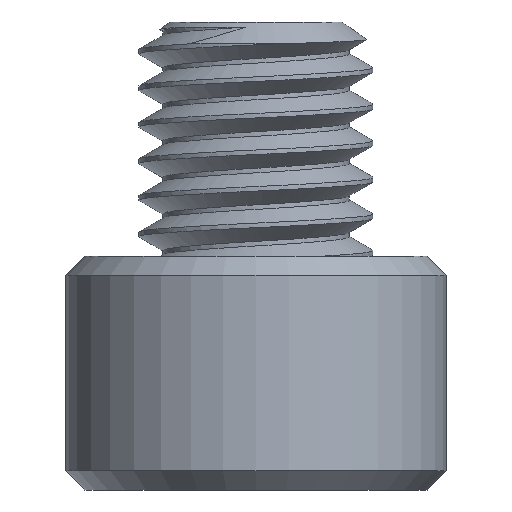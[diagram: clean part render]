
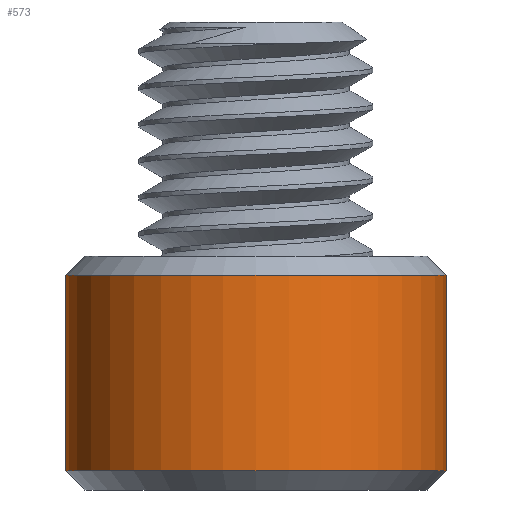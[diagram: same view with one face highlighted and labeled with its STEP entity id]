
A CAD part, front view. The second image highlights one B-rep face of the part: STEP entity #573.
In plain terms, the highlighted cylindrical face has radius 6.5 mm (diameter 13 mm), a full revolution.
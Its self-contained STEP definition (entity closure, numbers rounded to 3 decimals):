
#59=FACE_OUTER_BOUND('',#95,.T.);
#95=EDGE_LOOP('',(#431,#432,#433,#434,#435,#436));
#120=CIRCLE('',#629,6.5);
#121=CIRCLE('',#630,6.5);
#124=CIRCLE('',#634,6.5);
#125=CIRCLE('',#635,6.5);
#185=LINE('',#3280,#213);
#213=VECTOR('',#738,6.5);
#255=VERTEX_POINT('',#3253);
#256=VERTEX_POINT('',#3254);
#259=VERTEX_POINT('',#3263);
#260=VERTEX_POINT('',#3264);
#320=EDGE_CURVE('',#255,#256,#120,.T.);
#321=EDGE_CURVE('',#256,#255,#121,.T.);
#325=EDGE_CURVE('',#259,#260,#124,.T.);
#326=EDGE_CURVE('',#260,#259,#125,.T.);
#332=EDGE_CURVE('',#255,#260,#185,.T.);
#431=ORIENTED_EDGE('',*,*,#320,.T.);
#432=ORIENTED_EDGE('',*,*,#321,.T.);
#433=ORIENTED_EDGE('',*,*,#332,.T.);
#434=ORIENTED_EDGE('',*,*,#326,.T.);
#435=ORIENTED_EDGE('',*,*,#325,.T.);
#436=ORIENTED_EDGE('',*,*,#332,.F.);
#555=CYLINDRICAL_SURFACE('',#640,6.5);
#573=ADVANCED_FACE('',(#59),#555,.T.);
#629=AXIS2_PLACEMENT_3D('',#3255,#712,#713);
#630=AXIS2_PLACEMENT_3D('',#3256,#714,#715);
#634=AXIS2_PLACEMENT_3D('',#3265,#723,#724);
#635=AXIS2_PLACEMENT_3D('',#3266,#725,#726);
#640=AXIS2_PLACEMENT_3D('',#3279,#736,#737);
#712=DIRECTION('center_axis',(0.,0.,-1.));
#713=DIRECTION('ref_axis',(-1.,0.,0.));
#714=DIRECTION('center_axis',(0.,0.,-1.));
#715=DIRECTION('ref_axis',(-1.,0.,0.));
#723=DIRECTION('center_axis',(0.,0.,1.));
#724=DIRECTION('ref_axis',(-1.,0.,0.));
#725=DIRECTION('center_axis',(0.,0.,1.));
#726=DIRECTION('ref_axis',(-1.,0.,0.));
#736=DIRECTION('center_axis',(0.,0.,1.));
#737=DIRECTION('ref_axis',(1.,0.,0.));
#738=DIRECTION('',(0.,0.,-1.));
#3253=CARTESIAN_POINT('',(-6.5,0.,-8.65));
#3254=CARTESIAN_POINT('',(6.5,0.,-8.65));
#3255=CARTESIAN_POINT('Origin',(0.,0.,-8.65));
#3256=CARTESIAN_POINT('Origin',(0.,0.,-8.65));
#3263=CARTESIAN_POINT('',(6.5,0.,-15.35));
#3264=CARTESIAN_POINT('',(-6.5,0.,-15.35));
#3265=CARTESIAN_POINT('Origin',(0.,0.,-15.35));
#3266=CARTESIAN_POINT('Origin',(0.,0.,-15.35));
#3279=CARTESIAN_POINT('Origin',(0.,0.,-16.));
#3280=CARTESIAN_POINT('',(-6.5,0.,-16.));
